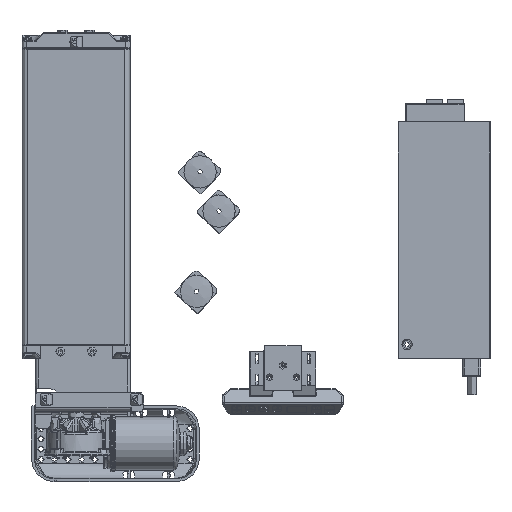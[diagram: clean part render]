
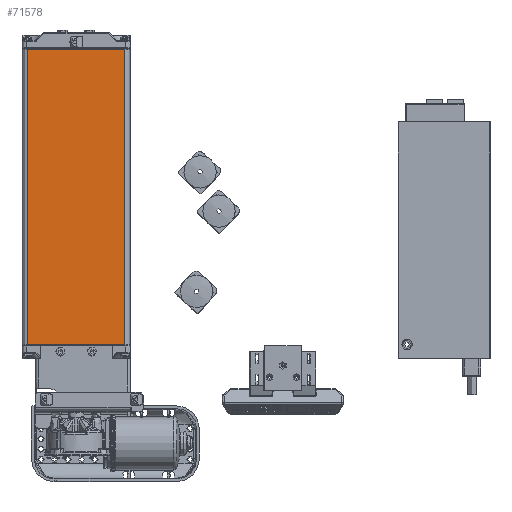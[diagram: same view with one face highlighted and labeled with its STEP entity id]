
A CAD part, top view. The second image highlights one B-rep face of the part: STEP entity #71578.
In plain terms, the highlighted planar face has unit normal (0, 0, 1).
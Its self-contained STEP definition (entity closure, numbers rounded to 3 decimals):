
#13122=FACE_OUTER_BOUND('',#17353,.T.);
#17353=EDGE_LOOP('',(#48445,#48446,#48447,#48448));
#21947=LINE('',#104798,#26218);
#21948=LINE('',#104800,#26219);
#21949=LINE('',#104802,#26220);
#21950=LINE('',#104803,#26221);
#26218=VECTOR('',#84583,327.5);
#26219=VECTOR('',#84584,108.);
#26220=VECTOR('',#84585,327.5);
#26221=VECTOR('',#84586,108.);
#30489=VERTEX_POINT('',#104796);
#30490=VERTEX_POINT('',#104797);
#30491=VERTEX_POINT('',#104799);
#30492=VERTEX_POINT('',#104801);
#37451=EDGE_CURVE('',#30489,#30490,#21947,.F.);
#37452=EDGE_CURVE('',#30490,#30491,#21948,.T.);
#37453=EDGE_CURVE('',#30491,#30492,#21949,.T.);
#37454=EDGE_CURVE('',#30492,#30489,#21950,.F.);
#48445=ORIENTED_EDGE('',*,*,#37451,.T.);
#48446=ORIENTED_EDGE('',*,*,#37452,.T.);
#48447=ORIENTED_EDGE('',*,*,#37453,.T.);
#48448=ORIENTED_EDGE('',*,*,#37454,.T.);
#70433=PLANE('',#76605);
#71578=ADVANCED_FACE('',(#13122),#70433,.T.);
#76605=AXIS2_PLACEMENT_3D('',#104795,#84581,#84582);
#84581=DIRECTION('center_axis',(0.,0.,1.));
#84582=DIRECTION('ref_axis',(1.,0.,0.));
#84583=DIRECTION('',(0.,-1.,0.));
#84584=DIRECTION('',(-1.,0.,0.));
#84585=DIRECTION('',(0.,-1.,0.));
#84586=DIRECTION('',(-1.,0.,0.));
#104795=CARTESIAN_POINT('Origin',(60.,328.5,30.));
#104796=CARTESIAN_POINT('',(54.,0.5,30.));
#104797=CARTESIAN_POINT('',(54.,328.,30.));
#104798=CARTESIAN_POINT('',(54.,328.,30.));
#104799=CARTESIAN_POINT('',(-54.,328.,30.));
#104800=CARTESIAN_POINT('',(54.,328.,30.));
#104801=CARTESIAN_POINT('',(-54.,0.5,30.));
#104802=CARTESIAN_POINT('',(-54.,328.,30.));
#104803=CARTESIAN_POINT('',(54.,0.5,30.));
